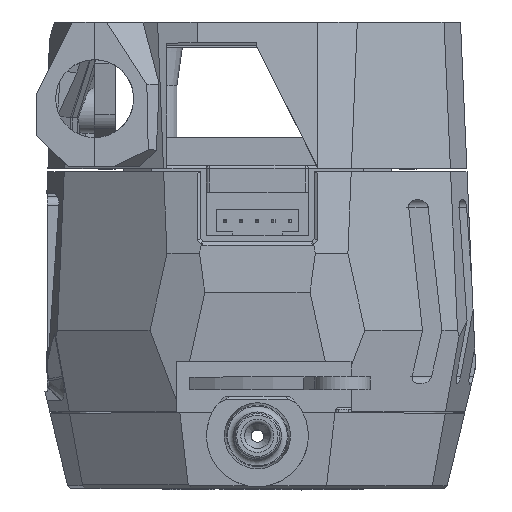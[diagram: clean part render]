
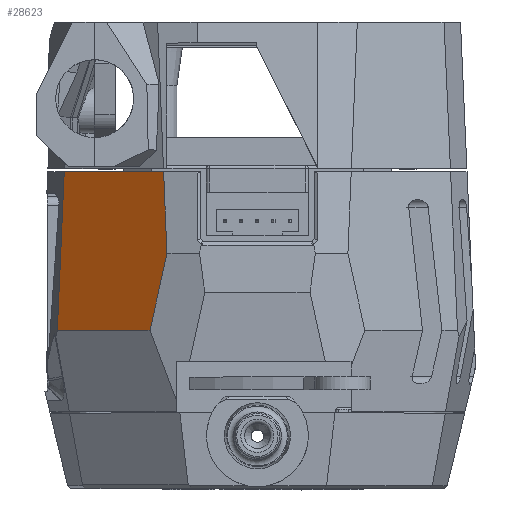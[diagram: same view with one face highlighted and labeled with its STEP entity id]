
A CAD part, top view. The second image highlights one B-rep face of the part: STEP entity #28623.
In plain terms, the highlighted planar face has unit normal (-0.626, 0.07, 0.776).
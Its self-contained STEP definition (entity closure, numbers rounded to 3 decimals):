
#2778=FACE_OUTER_BOUND('',#4339,.T.);
#4339=EDGE_LOOP('',(#21282,#21283,#21284,#21285,#21286));
#6505=LINE('',#43341,#9568);
#6521=LINE('',#43371,#9584);
#6583=LINE('',#43516,#9646);
#6590=LINE('',#43530,#9653);
#6591=LINE('',#43531,#9654);
#9568=VECTOR('',#34391,1000.);
#9584=VECTOR('',#34411,10.);
#9646=VECTOR('',#34515,1000.);
#9653=VECTOR('',#34524,10.);
#9654=VECTOR('',#34525,1000.);
#12502=VERTEX_POINT('',#43338);
#12503=VERTEX_POINT('',#43340);
#12515=VERTEX_POINT('',#43370);
#12577=VERTEX_POINT('',#43515);
#12583=VERTEX_POINT('',#43529);
#15713=EDGE_CURVE('',#12503,#12502,#6505,.T.);
#15729=EDGE_CURVE('',#12503,#12515,#6521,.T.);
#15801=EDGE_CURVE('',#12577,#12515,#6583,.T.);
#15808=EDGE_CURVE('',#12583,#12502,#6590,.F.);
#15809=EDGE_CURVE('',#12583,#12577,#6591,.T.);
#21282=ORIENTED_EDGE('',*,*,#15729,.F.);
#21283=ORIENTED_EDGE('',*,*,#15713,.T.);
#21284=ORIENTED_EDGE('',*,*,#15808,.F.);
#21285=ORIENTED_EDGE('',*,*,#15809,.T.);
#21286=ORIENTED_EDGE('',*,*,#15801,.T.);
#27477=PLANE('',#30493);
#28623=ADVANCED_FACE('',(#2778),#27477,.F.);
#30493=AXIS2_PLACEMENT_3D('',#43528,#34522,#34523);
#34391=DIRECTION('',(-0.044,-0.998,0.054));
#34411=DIRECTION('',(0.778,0.,0.628));
#34515=DIRECTION('',(-0.04,0.992,-0.121));
#34522=DIRECTION('center_axis',(0.626,-0.07,-0.776));
#34523=DIRECTION('ref_axis',(-0.778,0.,-0.628));
#34524=DIRECTION('',(0.778,0.,0.628));
#34525=DIRECTION('',(0.214,0.973,0.085));
#43338=CARTESIAN_POINT('',(-31.425,16.572,117.005));
#43340=CARTESIAN_POINT('',(-30.336,41.5,115.643));
#43341=CARTESIAN_POINT('',(-30.82,30.435,116.247));
#43370=CARTESIAN_POINT('',(-14.732,41.5,128.234));
#43371=CARTESIAN_POINT('',(-25.47,41.5,119.57));
#43515=CARTESIAN_POINT('',(-14.214,28.649,129.808));
#43516=CARTESIAN_POINT('',(-14.148,27.021,130.007));
#43528=CARTESIAN_POINT('Origin',(-30.586,26.926,116.751));
#43529=CARTESIAN_POINT('',(-16.868,16.572,128.751));
#43530=CARTESIAN_POINT('',(-30.988,16.572,117.357));
#43531=CARTESIAN_POINT('',(-15.987,20.579,129.101));
